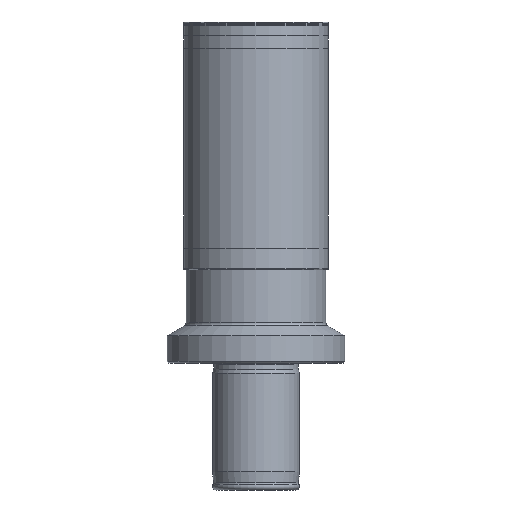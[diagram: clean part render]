
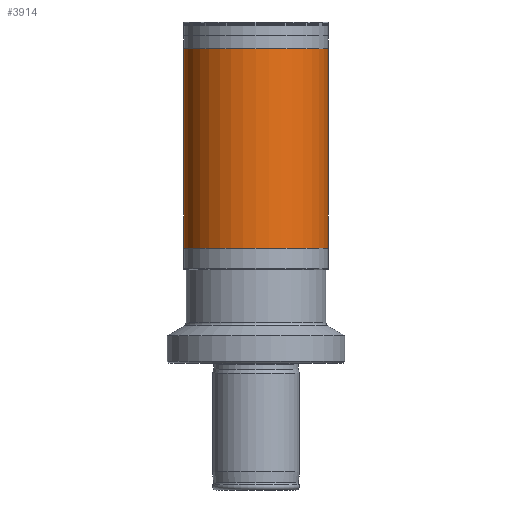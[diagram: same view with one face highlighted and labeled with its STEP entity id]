
A CAD part, left-side view. The second image highlights one B-rep face of the part: STEP entity #3914.
In plain terms, the highlighted cylindrical face has radius 19.977 mm (diameter 39.953 mm), a partial arc.
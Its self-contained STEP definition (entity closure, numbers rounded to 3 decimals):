
#1892=CARTESIAN_POINT('',(0.,19.977,31.681));
#1925=CARTESIAN_POINT('',(0.,-19.977,31.681));
#1942=DIRECTION('',(0.,0.,1.));
#1943=VECTOR('',#1942,55.);
#1944=CARTESIAN_POINT('',(0.,19.977,31.681));
#1945=LINE('',#1944,#1943);
#1946=DIRECTION('',(0.,0.,1.));
#1947=VECTOR('',#1946,55.);
#1948=CARTESIAN_POINT('',(0.,-19.977,31.681));
#1949=LINE('',#1948,#1947);
#1950=CARTESIAN_POINT('',(0.,0.,31.681));
#1951=DIRECTION('',(0.,0.,1.));
#1952=DIRECTION('',(0.,1.,0.));
#1953=AXIS2_PLACEMENT_3D('',#1950,#1951,#1952);
#2021=CARTESIAN_POINT('',(0.,0.,86.681));
#2022=DIRECTION('',(0.,0.,1.));
#2023=DIRECTION('',(0.,1.,0.));
#2024=AXIS2_PLACEMENT_3D('',#2021,#2022,#2023);
#2805=VERTEX_POINT('',#1892);
#2806=CARTESIAN_POINT('',(0.,19.977,86.681));
#2807=VERTEX_POINT('',#2806);
#2832=VERTEX_POINT('',#1925);
#2833=CARTESIAN_POINT('',(0.,-19.977,86.681));
#2834=VERTEX_POINT('',#2833);
#3902=CARTESIAN_POINT('',(0.,0.,97.492));
#3903=DIRECTION('',(0.,0.,-1.));
#3904=DIRECTION('',(0.,-1.,0.));
#3905=AXIS2_PLACEMENT_3D('',#3902,#3903,#3904);
#3906=CYLINDRICAL_SURFACE('',#3905,19.977);
#3907=ORIENTED_EDGE('',*,*,#3892,.T.);
#3909=ORIENTED_EDGE('',*,*,#3908,.T.);
#3910=ORIENTED_EDGE('',*,*,#3895,.F.);
#3911=ORIENTED_EDGE('',*,*,#3834,.F.);
#3912=EDGE_LOOP('',(#3907,#3909,#3910,#3911));
#3913=FACE_OUTER_BOUND('',#3912,.F.);
#3914=ADVANCED_FACE('',(#3913),#3906,.T.);
#1954=CIRCLE('',#1953,19.977);
#2025=CIRCLE('',#2024,19.977);
#3834=EDGE_CURVE('',#2805,#2832,#1954,.T.);
#3892=EDGE_CURVE('',#2805,#2807,#1945,.T.);
#3895=EDGE_CURVE('',#2832,#2834,#1949,.T.);
#3908=EDGE_CURVE('',#2807,#2834,#2025,.T.);
